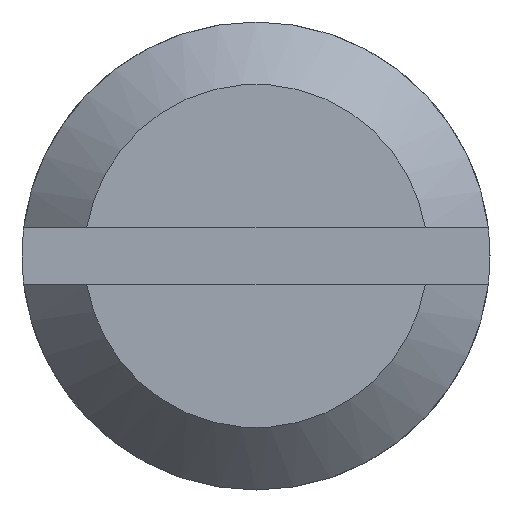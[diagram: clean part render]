
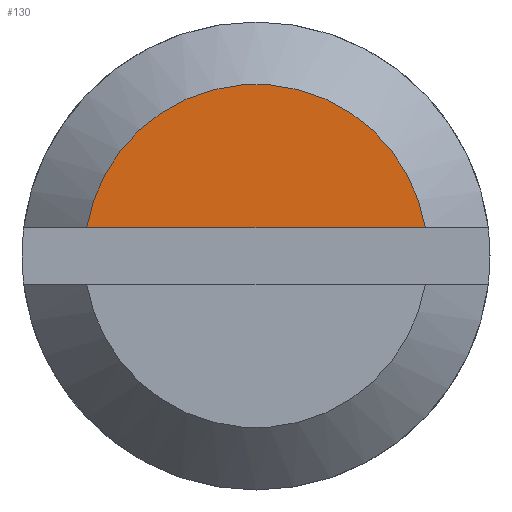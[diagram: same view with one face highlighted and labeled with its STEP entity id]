
A CAD part, front view. The second image highlights one B-rep face of the part: STEP entity #130.
In plain terms, the highlighted face is planar.
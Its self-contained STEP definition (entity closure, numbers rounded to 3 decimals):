
#130=ADVANCED_FACE('',(#335),#334,.F.);
#334=PLANE('',#632);
#335=FACE_OUTER_BOUND('',#633,.T.);
#629=CARTESIAN_POINT('',(-10.,-6.511,0.44));
#630=DIRECTION('',(1.,0.,0.));
#631=DIRECTION('',(0.,1.,0.));
#632=AXIS2_PLACEMENT_3D('',#629,#630,#631);
#633=EDGE_LOOP('',(#858,#859));
#858=ORIENTED_EDGE('',*,*,#988,.T.);
#859=ORIENTED_EDGE('',*,*,#989,.T.);
#988=EDGE_CURVE('',#1360,#1361,#1362,.T.);
#989=EDGE_CURVE('',#1361,#1360,#1368,.T.);
#1360=VERTEX_POINT('',#1803);
#1361=VERTEX_POINT('',#1804);
#1362=CIRCLE('',#1808,5.5);
#1368=LINE('',#1809,#1810);
#1803=CARTESIAN_POINT('',(-10.,-5.426,0.9));
#1804=CARTESIAN_POINT('',(-10.,5.426,0.9));
#1805=CARTESIAN_POINT('',(-10.,0.,0.));
#1806=DIRECTION('',(-1.,0.,0.));
#1807=DIRECTION('',(0.,0.,-1.));
#1808=AXIS2_PLACEMENT_3D('',#1805,#1806,#1807);
#1809=CARTESIAN_POINT('',(-10.,5.426,0.9));
#1810=VECTOR('',#1811,10.852);
#1811=DIRECTION('',(0.,-1.,0.));
